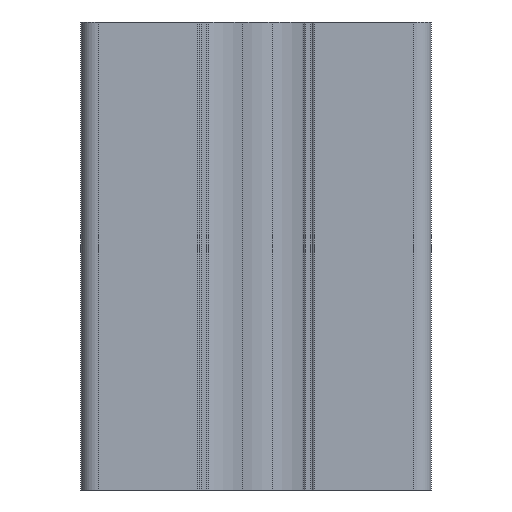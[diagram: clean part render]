
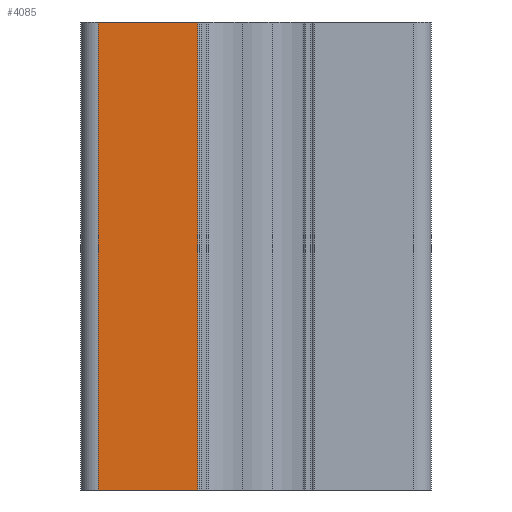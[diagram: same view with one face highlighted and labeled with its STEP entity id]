
A CAD part, front view. The second image highlights one B-rep face of the part: STEP entity #4085.
In plain terms, the highlighted planar face has unit normal (0, -1, 0).
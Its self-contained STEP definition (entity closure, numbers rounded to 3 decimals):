
#201 = EDGE_CURVE ( 'NONE', #3006, #875, #316, .T. ) ;
#278 = ORIENTED_EDGE ( 'NONE', *, *, #2866, .F. ) ;
#312 = DIRECTION ( 'NONE',  ( 1., 0., 0. ) ) ;
#316 = LINE ( 'NONE', #3867, #1179 ) ;
#767 = DIRECTION ( 'NONE',  ( 0., -1., 0. ) ) ;
#774 = VECTOR ( 'NONE', #312, 1000. ) ;
#875 = VERTEX_POINT ( 'NONE', #2071 ) ;
#1179 = VECTOR ( 'NONE', #1276, 1000. ) ;
#1276 = DIRECTION ( 'NONE',  ( 0., 0., 1. ) ) ;
#1348 = LINE ( 'NONE', #2293, #774 ) ;
#1352 = DIRECTION ( 'NONE',  ( 1., 0., 0. ) ) ;
#1659 = LINE ( 'NONE', #2626, #1723 ) ;
#1723 = VECTOR ( 'NONE', #1352, 1000. ) ;
#1892 = ORIENTED_EDGE ( 'NONE', *, *, #3174, .F. ) ;
#2071 = CARTESIAN_POINT ( 'NONE',  ( -5., -15., 0. ) ) ;
#2079 = ORIENTED_EDGE ( 'NONE', *, *, #2772, .T. ) ;
#2217 = AXIS2_PLACEMENT_3D ( 'NONE', #2425, #767, #2761 ) ;
#2262 = CARTESIAN_POINT ( 'NONE',  ( -13.5, -15., 0. ) ) ;
#2293 = CARTESIAN_POINT ( 'NONE',  ( 0., -15., 0. ) ) ;
#2388 = VERTEX_POINT ( 'NONE', #2262 ) ;
#2425 = CARTESIAN_POINT ( 'NONE',  ( 0., -15., -40. ) ) ;
#2460 = CARTESIAN_POINT ( 'NONE',  ( -13.5, -15., -40. ) ) ;
#2531 = ORIENTED_EDGE ( 'NONE', *, *, #201, .T. ) ;
#2626 = CARTESIAN_POINT ( 'NONE',  ( 0., -15., -40. ) ) ;
#2761 = DIRECTION ( 'NONE',  ( 1., 0., 0. ) ) ;
#2772 = EDGE_CURVE ( 'NONE', #3803, #3006, #1659, .T. ) ;
#2798 = VECTOR ( 'NONE', #3104, 1000. ) ;
#2866 = EDGE_CURVE ( 'NONE', #3803, #2388, #3368, .T. ) ;
#3006 = VERTEX_POINT ( 'NONE', #3190 ) ;
#3104 = DIRECTION ( 'NONE',  ( 0., 0., 1. ) ) ;
#3174 = EDGE_CURVE ( 'NONE', #2388, #875, #1348, .T. ) ;
#3190 = CARTESIAN_POINT ( 'NONE',  ( -5., -15., -40. ) ) ;
#3368 = LINE ( 'NONE', #2460, #2798 ) ;
#3803 = VERTEX_POINT ( 'NONE', #3960 ) ;
#3867 = CARTESIAN_POINT ( 'NONE',  ( -5., -15., -40. ) ) ;
#3878 = EDGE_LOOP ( 'NONE', ( #1892, #278, #2079, #2531 ) ) ;
#3960 = CARTESIAN_POINT ( 'NONE',  ( -13.5, -15., -40. ) ) ;
#3982 = FACE_OUTER_BOUND ( 'NONE', #3878, .T. ) ;
#3999 = PLANE ( 'NONE',  #2217 ) ;
#4085 = ADVANCED_FACE ( 'NONE', ( #3982 ), #3999, .T. ) ;
